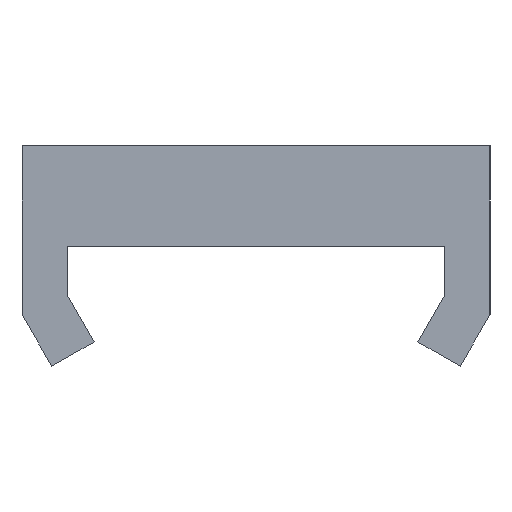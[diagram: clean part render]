
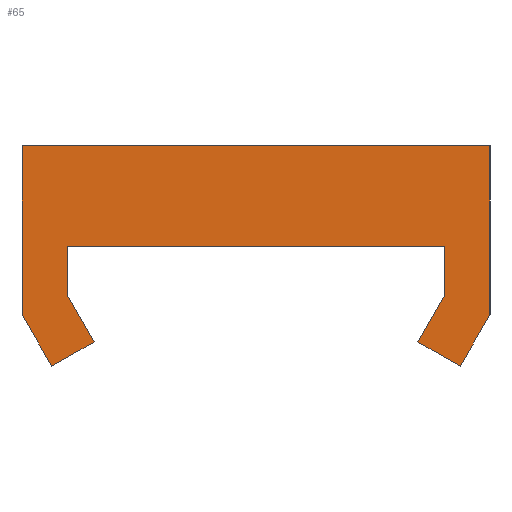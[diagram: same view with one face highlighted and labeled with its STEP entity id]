
A CAD part, left-side view. The second image highlights one B-rep face of the part: STEP entity #65.
In plain terms, the highlighted planar face has unit normal (-1, 0, 0).
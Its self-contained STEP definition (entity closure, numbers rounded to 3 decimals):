
#65=ADVANCED_FACE('',(#124),#125,.F.);
#124=FACE_OUTER_BOUND('',#174,.T.);
#125=PLANE('',#175);
#174=EDGE_LOOP('',(#291,#292,#293,#294,#295,#296,#297,#298,#299,#300,#301,#302));
#175=AXIS2_PLACEMENT_3D('',#303,#304,#305);
#291=ORIENTED_EDGE('',*,*,#354,.T.);
#292=ORIENTED_EDGE('',*,*,#310,.T.);
#293=ORIENTED_EDGE('',*,*,#315,.T.);
#294=ORIENTED_EDGE('',*,*,#319,.T.);
#295=ORIENTED_EDGE('',*,*,#323,.T.);
#296=ORIENTED_EDGE('',*,*,#327,.T.);
#297=ORIENTED_EDGE('',*,*,#331,.T.);
#298=ORIENTED_EDGE('',*,*,#335,.T.);
#299=ORIENTED_EDGE('',*,*,#339,.T.);
#300=ORIENTED_EDGE('',*,*,#343,.T.);
#301=ORIENTED_EDGE('',*,*,#347,.T.);
#302=ORIENTED_EDGE('',*,*,#351,.T.);
#303=CARTESIAN_POINT('',(0.0,0.,0.445));
#304=DIRECTION('',(1.0,0.0,0.0));
#305=DIRECTION('',(0.0,1.0,0.0));
#310=EDGE_CURVE('',#364,#362,#365,.T.);
#315=EDGE_CURVE('',#362,#370,#372,.T.);
#319=EDGE_CURVE('',#370,#376,#378,.T.);
#323=EDGE_CURVE('',#376,#382,#384,.T.);
#327=EDGE_CURVE('',#382,#388,#390,.T.);
#331=EDGE_CURVE('',#388,#394,#396,.T.);
#335=EDGE_CURVE('',#394,#400,#402,.T.);
#339=EDGE_CURVE('',#400,#406,#408,.T.);
#343=EDGE_CURVE('',#406,#412,#414,.T.);
#347=EDGE_CURVE('',#412,#418,#420,.T.);
#351=EDGE_CURVE('',#418,#424,#426,.T.);
#354=EDGE_CURVE('',#424,#364,#429,.T.);
#362=VERTEX_POINT('',#438);
#364=VERTEX_POINT('',#441);
#365=LINE('',#442,#443);
#370=VERTEX_POINT('',#450);
#372=LINE('',#453,#454);
#376=VERTEX_POINT('',#459);
#378=LINE('',#462,#463);
#382=VERTEX_POINT('',#468);
#384=LINE('',#471,#472);
#388=VERTEX_POINT('',#477);
#390=LINE('',#480,#481);
#394=VERTEX_POINT('',#486);
#396=LINE('',#489,#490);
#400=VERTEX_POINT('',#495);
#402=LINE('',#498,#499);
#406=VERTEX_POINT('',#504);
#408=LINE('',#507,#508);
#412=VERTEX_POINT('',#513);
#414=LINE('',#516,#517);
#418=VERTEX_POINT('',#522);
#420=LINE('',#525,#526);
#424=VERTEX_POINT('',#531);
#426=LINE('',#534,#535);
#429=LINE('',#539,#540);
#438=CARTESIAN_POINT('',(0.0,-5.64,-3.334));
#441=CARTESIAN_POINT('',(0.0,-6.55,-1.758));
#442=CARTESIAN_POINT('',(0.0,-6.55,-1.758));
#443=VECTOR('',#546,1.0);
#450=CARTESIAN_POINT('',(0.0,-7.111,-4.183));
#453=CARTESIAN_POINT('',(0.0,-5.64,-3.334));
#454=VECTOR('',#550,1.0);
#459=CARTESIAN_POINT('',(0.0,-8.15,-2.383));
#462=CARTESIAN_POINT('',(0.0,-7.111,-4.183));
#463=VECTOR('',#553,1.0);
#468=CARTESIAN_POINT('',(0.0,-8.15,3.5));
#471=CARTESIAN_POINT('',(0.0,-8.15,-2.383));
#472=VECTOR('',#556,1.0);
#477=CARTESIAN_POINT('',(0.0,8.15,3.5));
#480=CARTESIAN_POINT('',(0.0,-8.15,3.5));
#481=VECTOR('',#559,1.0);
#486=CARTESIAN_POINT('',(0.0,8.15,-2.383));
#489=CARTESIAN_POINT('',(0.0,8.15,3.5));
#490=VECTOR('',#562,1.0);
#495=CARTESIAN_POINT('',(0.0,7.111,-4.183));
#498=CARTESIAN_POINT('',(0.0,8.15,-2.383));
#499=VECTOR('',#565,1.0);
#504=CARTESIAN_POINT('',(0.0,5.64,-3.334));
#507=CARTESIAN_POINT('',(0.0,7.111,-4.183));
#508=VECTOR('',#568,1.0);
#513=CARTESIAN_POINT('',(0.0,6.55,-1.758));
#516=CARTESIAN_POINT('',(0.0,5.64,-3.334));
#517=VECTOR('',#571,1.0);
#522=CARTESIAN_POINT('',(0.0,6.55,0.0));
#525=CARTESIAN_POINT('',(0.0,6.55,-1.758));
#526=VECTOR('',#574,1.0);
#531=CARTESIAN_POINT('',(0.0,-6.55,0.0));
#534=CARTESIAN_POINT('',(0.0,6.55,0.0));
#535=VECTOR('',#577,1.0);
#539=CARTESIAN_POINT('',(0.0,-6.55,0.0));
#540=VECTOR('',#579,1.0);
#546=DIRECTION('',(0.0,0.5,-0.866));
#550=DIRECTION('',(0.0,-0.866,-0.5));
#553=DIRECTION('',(0.0,-0.5,0.866));
#556=DIRECTION('',(0.0,0.0,1.0));
#559=DIRECTION('',(0.0,1.0,0.0));
#562=DIRECTION('',(0.0,0.0,-1.0));
#565=DIRECTION('',(0.0,-0.5,-0.866));
#568=DIRECTION('',(0.0,-0.866,0.5));
#571=DIRECTION('',(0.0,0.5,0.866));
#574=DIRECTION('',(0.0,0.0,1.0));
#577=DIRECTION('',(0.0,-1.0,0.0));
#579=DIRECTION('',(0.0,0.0,-1.0));
